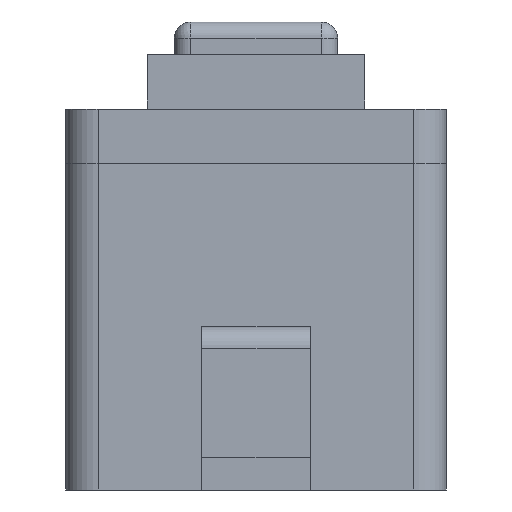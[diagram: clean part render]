
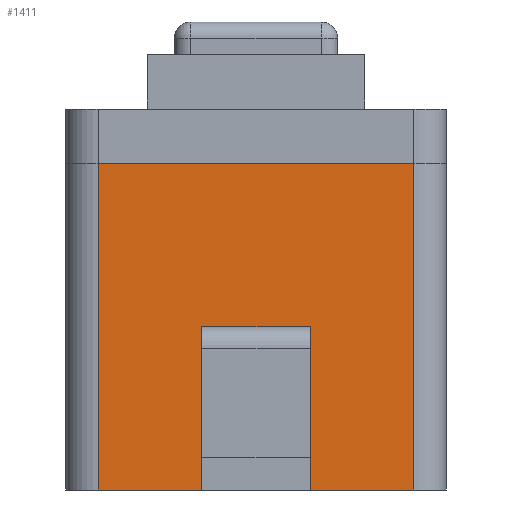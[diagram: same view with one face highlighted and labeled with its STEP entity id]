
A CAD part, left-side view. The second image highlights one B-rep face of the part: STEP entity #1411.
In plain terms, the highlighted planar face has unit normal (-1, 0, 0).
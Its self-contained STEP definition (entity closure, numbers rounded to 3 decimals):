
#39=PLANE('',#1521);
#103=FACE_OUTER_BOUND('',#189,.T.);
#189=EDGE_LOOP('',(#1027,#1028,#1029,#1030));
#272=LINE('',#2052,#436);
#280=LINE('',#2069,#444);
#301=LINE('',#2121,#465);
#302=LINE('',#2124,#466);
#436=VECTOR('',#1638,10.);
#444=VECTOR('',#1650,10.);
#465=VECTOR('',#1691,10.);
#466=VECTOR('',#1696,10.);
#639=VERTEX_POINT('',#2045);
#642=VERTEX_POINT('',#2050);
#649=VERTEX_POINT('',#2068);
#670=VERTEX_POINT('',#2120);
#774=EDGE_CURVE('',#642,#639,#272,.T.);
#782=EDGE_CURVE('',#639,#649,#280,.T.);
#808=EDGE_CURVE('',#649,#670,#301,.T.);
#810=EDGE_CURVE('',#670,#642,#302,.T.);
#1027=ORIENTED_EDGE('',*,*,#774,.F.);
#1028=ORIENTED_EDGE('',*,*,#810,.F.);
#1029=ORIENTED_EDGE('',*,*,#808,.F.);
#1030=ORIENTED_EDGE('',*,*,#782,.F.);
#1411=ADVANCED_FACE('',(#103),#39,.T.);
#1521=AXIS2_PLACEMENT_3D('',#2123,#1694,#1695);
#1638=DIRECTION('',(0.,0.,1.));
#1650=DIRECTION('',(0.,-1.,0.));
#1691=DIRECTION('',(0.,0.,-1.));
#1694=DIRECTION('center_axis',(-1.,0.,0.));
#1695=DIRECTION('ref_axis',(0.,-1.,0.));
#1696=DIRECTION('',(0.,1.,0.));
#2045=CARTESIAN_POINT('',(-3.,1.45,3.));
#2050=CARTESIAN_POINT('',(-3.,1.45,0.));
#2052=CARTESIAN_POINT('',(-3.,1.45,0.));
#2068=CARTESIAN_POINT('',(-3.,-1.45,3.));
#2069=CARTESIAN_POINT('',(-3.,-1.75,3.));
#2120=CARTESIAN_POINT('',(-3.,-1.45,0.));
#2121=CARTESIAN_POINT('',(-3.,-1.45,0.));
#2123=CARTESIAN_POINT('Origin',(-3.,1.75,0.));
#2124=CARTESIAN_POINT('',(-3.,-1.75,0.));
